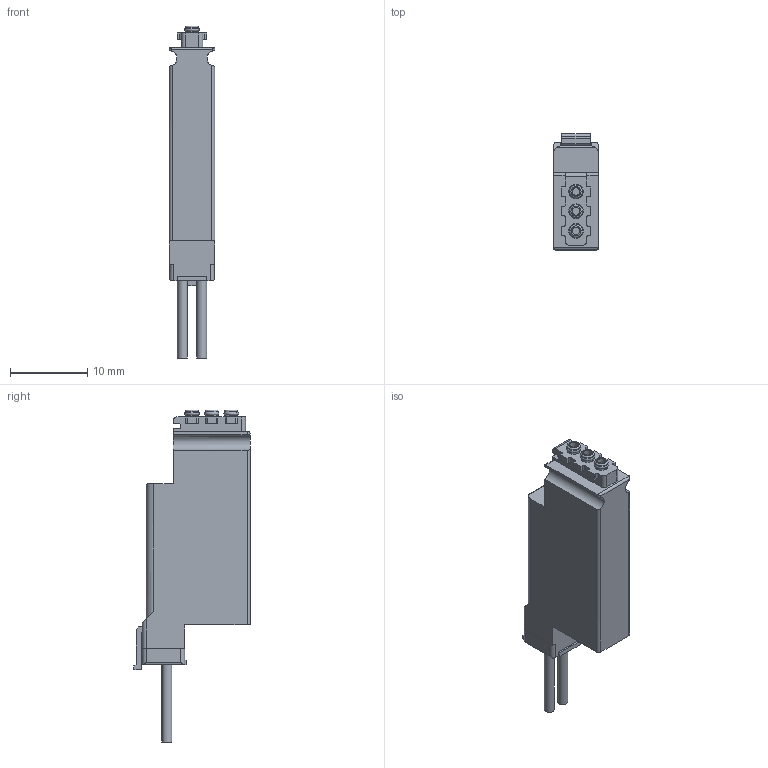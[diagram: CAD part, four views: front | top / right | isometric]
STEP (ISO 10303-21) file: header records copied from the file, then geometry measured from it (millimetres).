
FILE_DESCRIPTION(/* description */ ('STEP AP214'),/* implementation_level */ '2;1');
FILE_NAME(/* name */ '8122779_VOVK-BT6-M32C-MN-1H5ZP-FF',/* time_stamp */ '2024-09-17T01:45:30+02:00',/* author */ ('License CC BY-ND 4.0'),/* organization */ ('CADENAS'),/* preprocessor_version */ 'ST-DEVELOPER v19.3',/* originating_system */ 'PARTsolutions',/* authorisation */ ' ');
FILE_SCHEMA (('AUTOMOTIVE_DESIGN {1 0 10303 214 3 1 1}'));
Length unit declared in the file: millimetre
Products named in the file (1): 8122779 VOVK-BT6-M32C-MN-1H5ZP-FF---(high)
Bounding box: 5.9 x 15.1 x 43.1 mm (x, y, z)
Volume: 2069.7 mm3; surface area: 1429.2 mm2
Topology: 1 solids, 1 shells, 147 faces, 398 edges, 261 vertices
Faces by surface type: plane 91, cylinder 50, torus 6
Full cylindrical faces by diameter (mm): 1 x3, 1.3 x2, 1.7 x6
Entity records: 4560 total; most frequent: CARTESIAN_POINT 832, ORIENTED_EDGE 762, DIRECTION 752, EDGE_CURVE 381, LINE 278, VECTOR 278, VERTEX_POINT 261, AXIS2_PLACEMENT_3D 237
